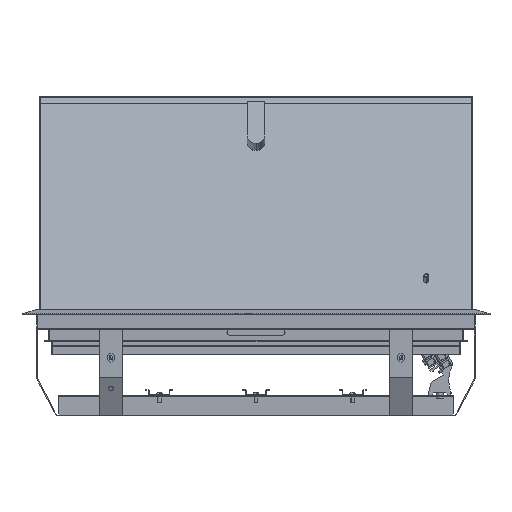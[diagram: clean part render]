
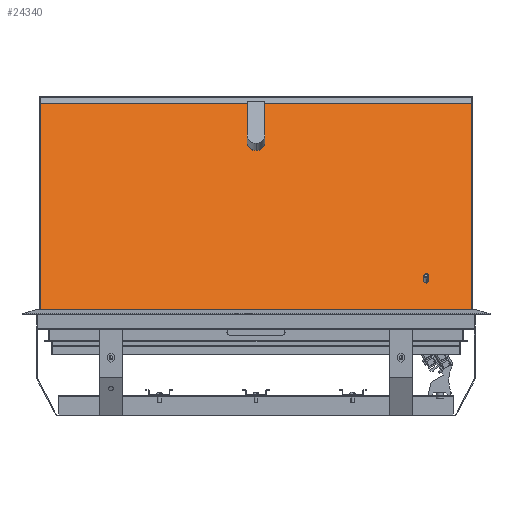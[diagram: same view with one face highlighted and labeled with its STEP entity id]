
A CAD part, left-side view. The second image highlights one B-rep face of the part: STEP entity #24340.
In plain terms, the highlighted face is planar.
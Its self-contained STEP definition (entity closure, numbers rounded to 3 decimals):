
#974 = DIRECTION ( 'NONE',  ( 0., 0., 1. ) ) ;
#1819 = VERTEX_POINT ( 'NONE', #25405 ) ;
#2136 = VECTOR ( 'NONE', #12609, 1000. ) ;
#2241 = DIRECTION ( 'NONE',  ( 0., 0., -1. ) ) ;
#2403 = CARTESIAN_POINT ( 'NONE',  ( 0., -279., -1. ) ) ;
#2416 = DIRECTION ( 'NONE',  ( 1., 0., 0. ) ) ;
#2699 = DIRECTION ( 'NONE',  ( -1., 0., 0. ) ) ;
#2838 = EDGE_CURVE ( 'NONE', #7759, #26961, #9992, .T. ) ;
#3335 = CIRCLE ( 'NONE', #15322, 11.5 ) ;
#3484 = CIRCLE ( 'NONE', #13152, 3. ) ;
#3614 = EDGE_CURVE ( 'NONE', #18597, #1819, #3484, .T. ) ;
#4196 = LINE ( 'NONE', #19865, #13237 ) ;
#4589 = FACE_BOUND ( 'NONE', #22032, .T. ) ;
#5478 = DIRECTION ( 'NONE',  ( 0., 0., 1. ) ) ;
#5521 = PLANE ( 'NONE',  #23423 ) ;
#5736 = CARTESIAN_POINT ( 'NONE',  ( -152., -279., -1. ) ) ;
#5802 = VERTEX_POINT ( 'NONE', #10867 ) ;
#5944 = DIRECTION ( 'NONE',  ( 1., 0., 0. ) ) ;
#6154 = EDGE_LOOP ( 'NONE', ( #28246, #25234 ) ) ;
#6341 = DIRECTION ( 'NONE',  ( 1., 0., 0. ) ) ;
#7515 = CIRCLE ( 'NONE', #19197, 11.5 ) ;
#7759 = VERTEX_POINT ( 'NONE', #14648 ) ;
#9515 = ORIENTED_EDGE ( 'NONE', *, *, #2838, .F. ) ;
#9992 = LINE ( 'NONE', #20679, #14592 ) ;
#10009 = CARTESIAN_POINT ( 'NONE',  ( 93., -220., -1. ) ) ;
#10076 = EDGE_CURVE ( 'NONE', #22368, #5802, #3335, .T. ) ;
#10253 = ORIENTED_EDGE ( 'NONE', *, *, #10076, .T. ) ;
#10867 = CARTESIAN_POINT ( 'NONE',  ( -86.5, 0., -1. ) ) ;
#11138 = DIRECTION ( 'NONE',  ( 0., 0., -1. ) ) ;
#11307 = EDGE_CURVE ( 'NONE', #26961, #17645, #4196, .T. ) ;
#11605 = VECTOR ( 'NONE', #17150, 1000. ) ;
#12519 = CARTESIAN_POINT ( 'NONE',  ( 90., -220., -1. ) ) ;
#12609 = DIRECTION ( 'NONE',  ( 0., 1., 0. ) ) ;
#12803 = DIRECTION ( 'NONE',  ( 1., 0., 0. ) ) ;
#13152 = AXIS2_PLACEMENT_3D ( 'NONE', #10009, #2241, #12803 ) ;
#13153 = AXIS2_PLACEMENT_3D ( 'NONE', #15752, #11138, #2416 ) ;
#13237 = VECTOR ( 'NONE', #20350, 1000. ) ;
#13809 = VERTEX_POINT ( 'NONE', #22120 ) ;
#14592 = VECTOR ( 'NONE', #2699, 1000. ) ;
#14648 = CARTESIAN_POINT ( 'NONE',  ( 152., 279., -1. ) ) ;
#14696 = EDGE_CURVE ( 'NONE', #13809, #7759, #19111, .T. ) ;
#15311 = ORIENTED_EDGE ( 'NONE', *, *, #16454, .F. ) ;
#15322 = AXIS2_PLACEMENT_3D ( 'NONE', #26724, #5478, #5944 ) ;
#15368 = CARTESIAN_POINT ( 'NONE',  ( -109.5, 0., -1. ) ) ;
#15752 = CARTESIAN_POINT ( 'NONE',  ( 93., -220., -1. ) ) ;
#15891 = EDGE_CURVE ( 'NONE', #1819, #18597, #28223, .T. ) ;
#15933 = EDGE_LOOP ( 'NONE', ( #22414, #9515, #17068, #15311 ) ) ;
#16123 = DIRECTION ( 'NONE',  ( 1., 0., 0. ) ) ;
#16454 = EDGE_CURVE ( 'NONE', #17645, #13809, #25030, .T. ) ;
#17068 = ORIENTED_EDGE ( 'NONE', *, *, #14696, .F. ) ;
#17150 = DIRECTION ( 'NONE',  ( 1., 0., 0. ) ) ;
#17645 = VERTEX_POINT ( 'NONE', #5736 ) ;
#18014 = CARTESIAN_POINT ( 'NONE',  ( -152., 279., -1. ) ) ;
#18597 = VERTEX_POINT ( 'NONE', #12519 ) ;
#18853 = CARTESIAN_POINT ( 'NONE',  ( -98., 0., -1. ) ) ;
#19111 = LINE ( 'NONE', #24679, #2136 ) ;
#19197 = AXIS2_PLACEMENT_3D ( 'NONE', #18853, #26245, #6341 ) ;
#19865 = CARTESIAN_POINT ( 'NONE',  ( -152., 0., -1. ) ) ;
#20350 = DIRECTION ( 'NONE',  ( 0., -1., 0. ) ) ;
#20679 = CARTESIAN_POINT ( 'NONE',  ( 0., 279., -1. ) ) ;
#21763 = ORIENTED_EDGE ( 'NONE', *, *, #24858, .T. ) ;
#22032 = EDGE_LOOP ( 'NONE', ( #21763, #10253 ) ) ;
#22120 = CARTESIAN_POINT ( 'NONE',  ( 152., -279., -1. ) ) ;
#22137 = FACE_OUTER_BOUND ( 'NONE', #15933, .T. ) ;
#22368 = VERTEX_POINT ( 'NONE', #15368 ) ;
#22414 = ORIENTED_EDGE ( 'NONE', *, *, #11307, .F. ) ;
#22585 = CARTESIAN_POINT ( 'NONE',  ( 0., 0., -1. ) ) ;
#23423 = AXIS2_PLACEMENT_3D ( 'NONE', #22585, #974, #16123 ) ;
#24340 = ADVANCED_FACE ( 'NONE', ( #4589, #22137, #25399 ), #5521, .F. ) ;
#24679 = CARTESIAN_POINT ( 'NONE',  ( 152., 0., -1. ) ) ;
#24858 = EDGE_CURVE ( 'NONE', #5802, #22368, #7515, .T. ) ;
#25030 = LINE ( 'NONE', #2403, #11605 ) ;
#25234 = ORIENTED_EDGE ( 'NONE', *, *, #3614, .F. ) ;
#25399 = FACE_BOUND ( 'NONE', #6154, .T. ) ;
#25405 = CARTESIAN_POINT ( 'NONE',  ( 96., -220., -1. ) ) ;
#26245 = DIRECTION ( 'NONE',  ( 0., 0., 1. ) ) ;
#26724 = CARTESIAN_POINT ( 'NONE',  ( -98., 0., -1. ) ) ;
#26961 = VERTEX_POINT ( 'NONE', #18014 ) ;
#28223 = CIRCLE ( 'NONE', #13153, 3. ) ;
#28246 = ORIENTED_EDGE ( 'NONE', *, *, #15891, .F. ) ;
